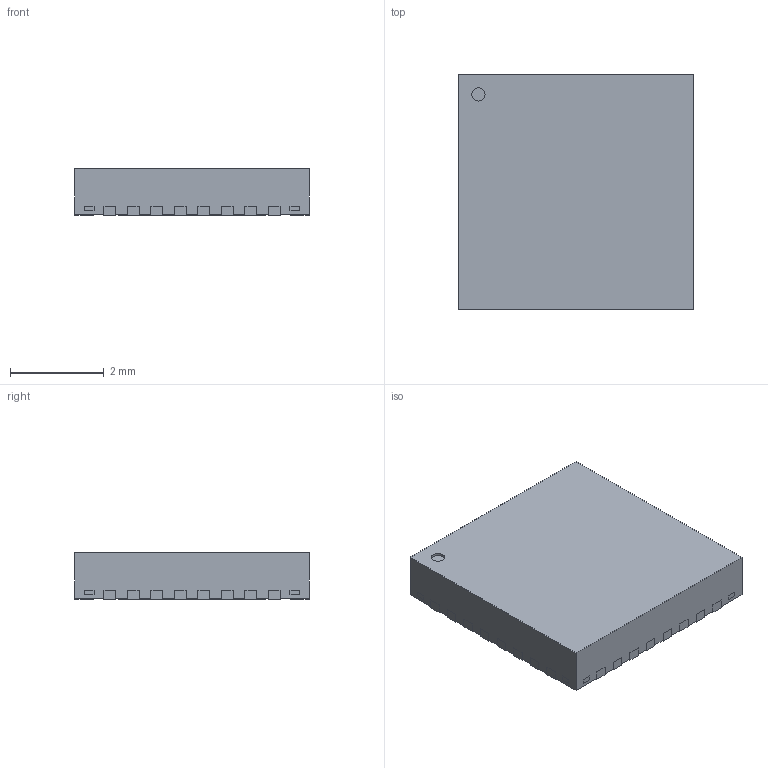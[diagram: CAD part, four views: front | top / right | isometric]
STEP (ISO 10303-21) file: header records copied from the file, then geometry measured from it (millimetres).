
FILE_DESCRIPTION( ( '' ), ' ' );
FILE_NAME( '5bdea007dc131b14eebf6a5e.step', '2018-11-04T07:30:16', ( '' ), ( '' ), ' ', ' ', ' ' );
FILE_SCHEMA( ( 'AUTOMOTIVE_DESIGN { 1 0 10303 214 1 1 1 1 }' ) );
Length unit declared in the file: metre
Products named in the file (38): Open CASCADE STEP translator 6.8 2; Open CASCADE STEP translator 6.8 1
Bounding box: 5 x 5 x 1 mm (x, y, z)
Volume: 24.7 mm3; surface area: 114.5 mm2
Topology: 38 solids, 38 shells, 407 faces, 987 edges, 658 vertices
Faces by surface type: plane 332, cylinder 75
Full cylindrical faces by diameter (mm): 0.284 x1
Entity records: 20374 total; most frequent: CARTESIAN_POINT 2089, DIRECTION 2026, ORIENTED_EDGE 1972, STYLED_ITEM 1393, PRESENTATION_STYLE_ASSIGNMENT 1393, COLOUR_RGB 1393, EDGE_CURVE 986, CURVE_STYLE 986
